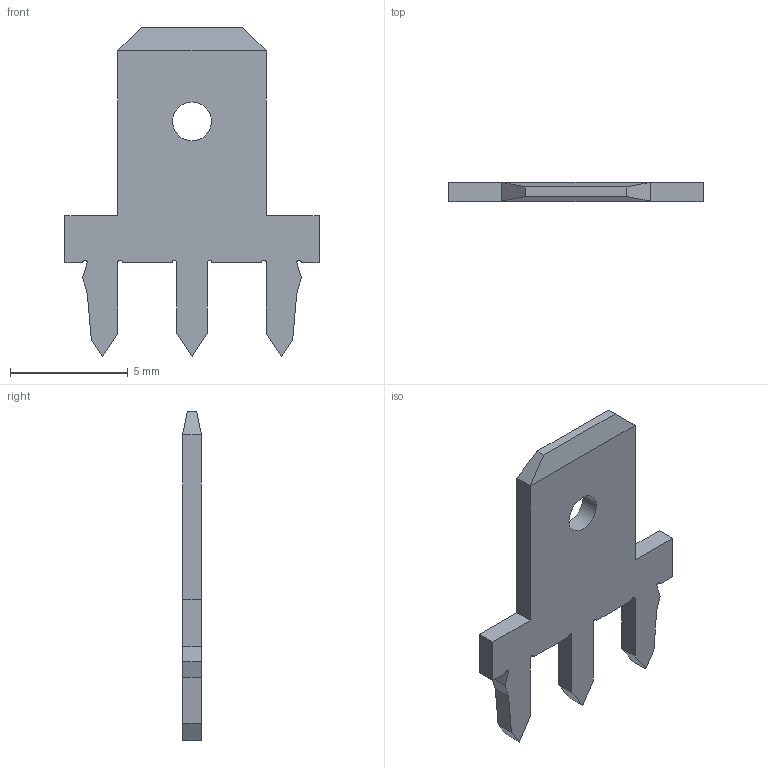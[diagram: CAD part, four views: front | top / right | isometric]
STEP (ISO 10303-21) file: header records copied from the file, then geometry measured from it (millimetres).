
FILE_DESCRIPTION((''),'2;1');
FILE_NAME('C-2376579-2','2021-07-06T03:41:26',('workeradm'),('TE Connectivity Ltd.'),'CREO PARAMETRIC BY PTC INC, 2019292','CREO PARAMETRIC BY PTC INC, 2019292','');
FILE_SCHEMA(('AUTOMOTIVE_DESIGN { 1 0 10303 214 1 1 1 1 }'));
Length unit declared in the file: millimetre
Products named in the file (1): C-2376579-2
Bounding box: 10.8 x 0.8 x 14 mm (x, y, z)
Volume: 64.9 mm3; surface area: 216.8 mm2
Topology: 1 solids, 1 shells, 41 faces, 113 edges, 74 vertices
Faces by surface type: plane 33, cylinder 8
Entity records: 1619 total; most frequent: CARTESIAN_POINT 230, ORIENTED_EDGE 226, DIRECTION 211, COLOUR_RGB 126, EDGE_CURVE 113, VECTOR 97, LINE 97, VERTEX_POINT 74
